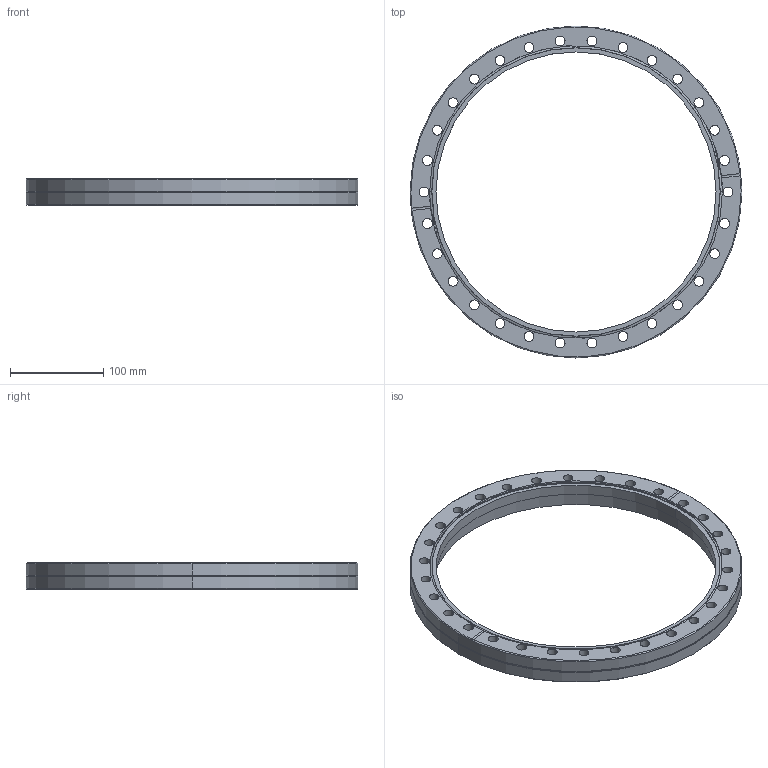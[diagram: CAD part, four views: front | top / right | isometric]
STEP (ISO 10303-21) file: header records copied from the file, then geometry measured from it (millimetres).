
FILE_DESCRIPTION (( 'STEP AP214' ), '1' );
FILE_NAME ('420FAN300-306.step', '2017-07-07T10:06:57', ( 'install' ), ( '' ), 'SwSTEP 2.0', 'SolidWorks 2015', '' );
FILE_SCHEMA (( 'AUTOMOTIVE_DESIGN' ));
Length unit declared in the file: millimetre
Products named in the file (1): 420FAN300-306
Bounding box: 355.6 x 355.6 x 28.5 mm (x, y, z)
Volume: 685716.8 mm3; surface area: 138943.6 mm2
Topology: 1 solids, 1 shells, 91 faces, 248 edges, 160 vertices
Faces by surface type: cylinder 72, cone 8, torus 6, plane 5
Entity records: 3170 total; most frequent: DIRECTION 590, CARTESIAN_POINT 564, ORIENTED_EDGE 496, AXIS2_PLACEMENT_3D 254, EDGE_CURVE 248, CIRCLE 162, VERTEX_POINT 160, EDGE_LOOP 154
